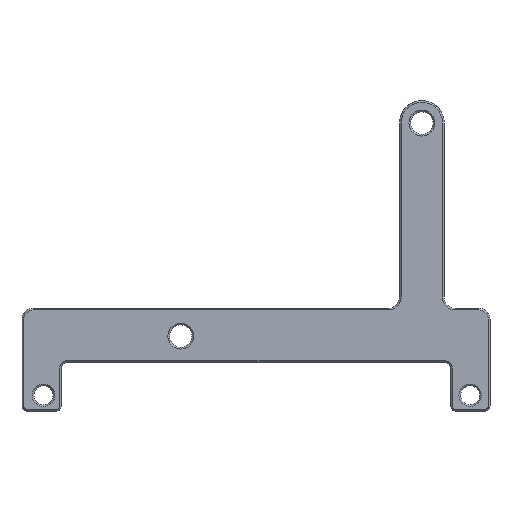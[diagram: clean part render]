
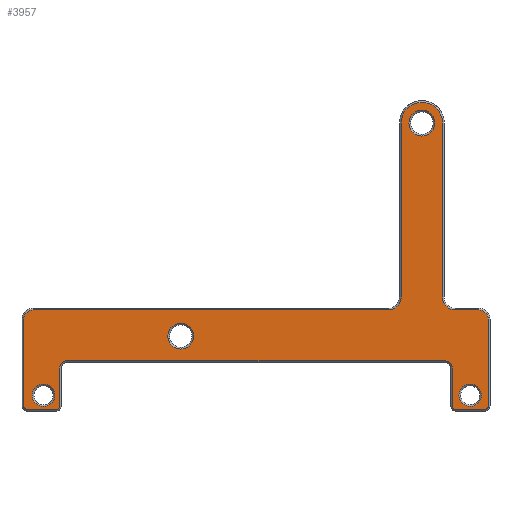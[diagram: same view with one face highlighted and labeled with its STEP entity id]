
A CAD part, front view. The second image highlights one B-rep face of the part: STEP entity #3957.
In plain terms, the highlighted planar face has unit normal (0, -1, 0).
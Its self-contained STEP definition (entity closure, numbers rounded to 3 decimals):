
#119=CIRCLE('',#4139,3.7);
#120=CIRCLE('',#4142,2.3);
#121=CIRCLE('',#4145,1.7);
#122=CIRCLE('',#4148,0.7);
#123=CIRCLE('',#4151,0.7);
#124=CIRCLE('',#4154,1.3);
#125=CIRCLE('',#4157,1.3);
#126=CIRCLE('',#4160,0.7);
#127=CIRCLE('',#4163,0.7);
#128=CIRCLE('',#4166,1.7);
#129=CIRCLE('',#4169,2.3);
#130=CIRCLE('',#4172,2.3);
#131=CIRCLE('',#4173,2.);
#132=CIRCLE('',#4174,2.);
#133=CIRCLE('',#4175,2.3);
#150=FACE_BOUND('',#692,.T.);
#151=FACE_BOUND('',#693,.T.);
#152=FACE_BOUND('',#694,.T.);
#153=FACE_BOUND('',#695,.T.);
#244=PLANE('',#4171);
#458=FACE_OUTER_BOUND('',#691,.T.);
#691=EDGE_LOOP('',(#3606,#3607,#3608,#3609,#3610,#3611,#3612,#3613,#3614,
#3615,#3616,#3617,#3618,#3619,#3620,#3621,#3622,#3623,#3624,#3625,#3626,
#3627));
#692=EDGE_LOOP('',(#3628));
#693=EDGE_LOOP('',(#3629));
#694=EDGE_LOOP('',(#3630));
#695=EDGE_LOOP('',(#3631));
#1011=LINE('',#7402,#1354);
#1014=LINE('',#7410,#1357);
#1017=LINE('',#7418,#1360);
#1020=LINE('',#7426,#1363);
#1023=LINE('',#7434,#1366);
#1026=LINE('',#7442,#1369);
#1029=LINE('',#7450,#1372);
#1032=LINE('',#7458,#1375);
#1035=LINE('',#7466,#1378);
#1038=LINE('',#7474,#1381);
#1040=LINE('',#7480,#1383);
#1354=VECTOR('',#4818,10.);
#1357=VECTOR('',#4827,10.);
#1360=VECTOR('',#4836,10.);
#1363=VECTOR('',#4845,10.);
#1366=VECTOR('',#4854,10.);
#1369=VECTOR('',#4863,10.);
#1372=VECTOR('',#4872,10.);
#1375=VECTOR('',#4881,10.);
#1378=VECTOR('',#4890,10.);
#1381=VECTOR('',#4899,10.);
#1383=VECTOR('',#4907,10.);
#1894=VERTEX_POINT('',#7391);
#1895=VERTEX_POINT('',#7393);
#1896=VERTEX_POINT('',#7400);
#1897=VERTEX_POINT('',#7404);
#1898=VERTEX_POINT('',#7408);
#1899=VERTEX_POINT('',#7412);
#1900=VERTEX_POINT('',#7416);
#1901=VERTEX_POINT('',#7420);
#1902=VERTEX_POINT('',#7424);
#1903=VERTEX_POINT('',#7428);
#1904=VERTEX_POINT('',#7432);
#1905=VERTEX_POINT('',#7436);
#1906=VERTEX_POINT('',#7440);
#1907=VERTEX_POINT('',#7444);
#1908=VERTEX_POINT('',#7448);
#1909=VERTEX_POINT('',#7452);
#1910=VERTEX_POINT('',#7456);
#1911=VERTEX_POINT('',#7460);
#1912=VERTEX_POINT('',#7464);
#1913=VERTEX_POINT('',#7468);
#1914=VERTEX_POINT('',#7472);
#1915=VERTEX_POINT('',#7476);
#1916=VERTEX_POINT('',#7482);
#1917=VERTEX_POINT('',#7484);
#1918=VERTEX_POINT('',#7486);
#1919=VERTEX_POINT('',#7488);
#2446=EDGE_CURVE('',#1894,#1895,#119,.T.);
#2449=EDGE_CURVE('',#1896,#1894,#1011,.T.);
#2451=EDGE_CURVE('',#1897,#1896,#120,.T.);
#2453=EDGE_CURVE('',#1898,#1897,#1014,.T.);
#2455=EDGE_CURVE('',#1899,#1898,#121,.T.);
#2457=EDGE_CURVE('',#1900,#1899,#1017,.T.);
#2459=EDGE_CURVE('',#1901,#1900,#122,.T.);
#2461=EDGE_CURVE('',#1902,#1901,#1020,.T.);
#2463=EDGE_CURVE('',#1903,#1902,#123,.T.);
#2465=EDGE_CURVE('',#1904,#1903,#1023,.T.);
#2467=EDGE_CURVE('',#1905,#1904,#124,.T.);
#2469=EDGE_CURVE('',#1906,#1905,#1026,.T.);
#2471=EDGE_CURVE('',#1907,#1906,#125,.T.);
#2473=EDGE_CURVE('',#1908,#1907,#1029,.T.);
#2475=EDGE_CURVE('',#1909,#1908,#126,.T.);
#2477=EDGE_CURVE('',#1910,#1909,#1032,.T.);
#2479=EDGE_CURVE('',#1911,#1910,#127,.T.);
#2481=EDGE_CURVE('',#1912,#1911,#1035,.T.);
#2483=EDGE_CURVE('',#1913,#1912,#128,.T.);
#2485=EDGE_CURVE('',#1914,#1913,#1038,.T.);
#2487=EDGE_CURVE('',#1915,#1914,#129,.T.);
#2488=EDGE_CURVE('',#1895,#1915,#1040,.T.);
#2489=EDGE_CURVE('',#1916,#1916,#130,.T.);
#2490=EDGE_CURVE('',#1917,#1917,#131,.T.);
#2491=EDGE_CURVE('',#1918,#1918,#132,.T.);
#2492=EDGE_CURVE('',#1919,#1919,#133,.T.);
#3606=ORIENTED_EDGE('',*,*,#2446,.F.);
#3607=ORIENTED_EDGE('',*,*,#2449,.F.);
#3608=ORIENTED_EDGE('',*,*,#2451,.F.);
#3609=ORIENTED_EDGE('',*,*,#2453,.F.);
#3610=ORIENTED_EDGE('',*,*,#2455,.F.);
#3611=ORIENTED_EDGE('',*,*,#2457,.F.);
#3612=ORIENTED_EDGE('',*,*,#2459,.F.);
#3613=ORIENTED_EDGE('',*,*,#2461,.F.);
#3614=ORIENTED_EDGE('',*,*,#2463,.F.);
#3615=ORIENTED_EDGE('',*,*,#2465,.F.);
#3616=ORIENTED_EDGE('',*,*,#2467,.F.);
#3617=ORIENTED_EDGE('',*,*,#2469,.F.);
#3618=ORIENTED_EDGE('',*,*,#2471,.F.);
#3619=ORIENTED_EDGE('',*,*,#2473,.F.);
#3620=ORIENTED_EDGE('',*,*,#2475,.F.);
#3621=ORIENTED_EDGE('',*,*,#2477,.F.);
#3622=ORIENTED_EDGE('',*,*,#2479,.F.);
#3623=ORIENTED_EDGE('',*,*,#2481,.F.);
#3624=ORIENTED_EDGE('',*,*,#2483,.F.);
#3625=ORIENTED_EDGE('',*,*,#2485,.F.);
#3626=ORIENTED_EDGE('',*,*,#2487,.F.);
#3627=ORIENTED_EDGE('',*,*,#2488,.F.);
#3628=ORIENTED_EDGE('',*,*,#2489,.F.);
#3629=ORIENTED_EDGE('',*,*,#2490,.F.);
#3630=ORIENTED_EDGE('',*,*,#2491,.F.);
#3631=ORIENTED_EDGE('',*,*,#2492,.F.);
#3957=ADVANCED_FACE('',(#458,#150,#151,#152,#153),#244,.F.);
#4139=AXIS2_PLACEMENT_3D('',#7394,#4813,#4814);
#4142=AXIS2_PLACEMENT_3D('',#7406,#4822,#4823);
#4145=AXIS2_PLACEMENT_3D('',#7414,#4831,#4832);
#4148=AXIS2_PLACEMENT_3D('',#7422,#4840,#4841);
#4151=AXIS2_PLACEMENT_3D('',#7430,#4849,#4850);
#4154=AXIS2_PLACEMENT_3D('',#7438,#4858,#4859);
#4157=AXIS2_PLACEMENT_3D('',#7446,#4867,#4868);
#4160=AXIS2_PLACEMENT_3D('',#7454,#4876,#4877);
#4163=AXIS2_PLACEMENT_3D('',#7462,#4885,#4886);
#4166=AXIS2_PLACEMENT_3D('',#7470,#4894,#4895);
#4169=AXIS2_PLACEMENT_3D('',#7478,#4903,#4904);
#4171=AXIS2_PLACEMENT_3D('',#7481,#4908,#4909);
#4172=AXIS2_PLACEMENT_3D('',#7483,#4910,#4911);
#4173=AXIS2_PLACEMENT_3D('',#7485,#4912,#4913);
#4174=AXIS2_PLACEMENT_3D('',#7487,#4914,#4915);
#4175=AXIS2_PLACEMENT_3D('',#7489,#4916,#4917);
#4813=DIRECTION('center_axis',(0.,1.,0.));
#4814=DIRECTION('ref_axis',(1.,0.,0.));
#4818=DIRECTION('',(0.,0.,1.));
#4822=DIRECTION('center_axis',(0.,-1.,0.));
#4823=DIRECTION('ref_axis',(0.707,0.,-0.707));
#4827=DIRECTION('',(1.,0.,0.));
#4831=DIRECTION('center_axis',(0.,1.,0.));
#4832=DIRECTION('ref_axis',(-0.707,0.,0.707));
#4836=DIRECTION('',(0.,0.,1.));
#4840=DIRECTION('center_axis',(0.,1.,0.));
#4841=DIRECTION('ref_axis',(-0.707,0.,-0.707));
#4845=DIRECTION('',(-1.,0.,0.));
#4849=DIRECTION('center_axis',(0.,1.,0.));
#4850=DIRECTION('ref_axis',(0.707,0.,-0.707));
#4854=DIRECTION('',(0.,0.,-1.));
#4858=DIRECTION('center_axis',(0.,-1.,0.));
#4859=DIRECTION('ref_axis',(-0.707,0.,0.707));
#4863=DIRECTION('',(-1.,0.,0.));
#4867=DIRECTION('center_axis',(0.,-1.,0.));
#4868=DIRECTION('ref_axis',(0.707,0.,0.707));
#4872=DIRECTION('',(0.,0.,1.));
#4876=DIRECTION('center_axis',(0.,1.,0.));
#4877=DIRECTION('ref_axis',(-0.707,0.,-0.707));
#4881=DIRECTION('',(-1.,0.,0.));
#4885=DIRECTION('center_axis',(0.,1.,0.));
#4886=DIRECTION('ref_axis',(0.707,0.,-0.707));
#4890=DIRECTION('',(0.,0.,-1.));
#4894=DIRECTION('center_axis',(0.,1.,0.));
#4895=DIRECTION('ref_axis',(0.707,0.,0.707));
#4899=DIRECTION('',(1.,0.,0.));
#4903=DIRECTION('center_axis',(0.,-1.,0.));
#4904=DIRECTION('ref_axis',(-0.707,0.,-0.707));
#4907=DIRECTION('',(0.,0.,-1.));
#4908=DIRECTION('center_axis',(0.,1.,0.));
#4909=DIRECTION('ref_axis',(1.,0.,0.));
#4910=DIRECTION('center_axis',(0.,-1.,0.));
#4911=DIRECTION('ref_axis',(1.,0.,0.));
#4912=DIRECTION('center_axis',(0.,-1.,0.));
#4913=DIRECTION('ref_axis',(0.,0.,1.));
#4914=DIRECTION('center_axis',(0.,-1.,0.));
#4915=DIRECTION('ref_axis',(0.,0.,1.));
#4916=DIRECTION('center_axis',(0.,-1.,0.));
#4917=DIRECTION('ref_axis',(1.,0.,0.));
#7391=CARTESIAN_POINT('',(27.68,0.,102.04));
#7393=CARTESIAN_POINT('',(35.056,0.,101.616));
#7394=CARTESIAN_POINT('Origin',(31.38,0.,102.04));
#7400=CARTESIAN_POINT('',(27.68,0.,71.028));
#7402=CARTESIAN_POINT('',(27.68,0.,64.431));
#7404=CARTESIAN_POINT('',(25.38,0.,68.728));
#7406=CARTESIAN_POINT('Origin',(25.38,0.,71.028));
#7408=CARTESIAN_POINT('',(-37.938,0.,68.728));
#7410=CARTESIAN_POINT('',(-19.071,0.,68.728));
#7412=CARTESIAN_POINT('',(-39.638,0.,67.028));
#7414=CARTESIAN_POINT('Origin',(-37.938,0.,67.028));
#7416=CARTESIAN_POINT('',(-39.638,0.,51.64));
#7418=CARTESIAN_POINT('',(-39.638,0.,55.237));
#7420=CARTESIAN_POINT('',(-38.938,0.,50.94));
#7422=CARTESIAN_POINT('Origin',(-38.938,0.,51.64));
#7424=CARTESIAN_POINT('',(-33.938,0.,50.94));
#7426=CARTESIAN_POINT('',(-15.571,0.,50.94));
#7428=CARTESIAN_POINT('',(-33.238,0.,51.64));
#7430=CARTESIAN_POINT('Origin',(-33.938,0.,51.64));
#7432=CARTESIAN_POINT('',(-33.238,0.,58.348));
#7434=CARTESIAN_POINT('',(-33.238,0.,59.591));
#7436=CARTESIAN_POINT('',(-31.937,0.,59.648));
#7438=CARTESIAN_POINT('Origin',(-31.938,0.,58.348));
#7440=CARTESIAN_POINT('',(35.529,0.,59.624));
#7442=CARTESIAN_POINT('',(19.162,0.,59.63));
#7444=CARTESIAN_POINT('',(36.828,0.,58.324));
#7446=CARTESIAN_POINT('Origin',(35.528,0.,58.324));
#7448=CARTESIAN_POINT('',(36.83,0.,51.64));
#7450=CARTESIAN_POINT('',(36.829,0.,55.24));
#7452=CARTESIAN_POINT('',(37.53,0.,50.94));
#7454=CARTESIAN_POINT('Origin',(37.53,0.,51.64));
#7456=CARTESIAN_POINT('',(42.53,0.,50.94));
#7458=CARTESIAN_POINT('',(22.663,0.,50.94));
#7460=CARTESIAN_POINT('',(43.23,0.,51.64));
#7462=CARTESIAN_POINT('Origin',(42.53,0.,51.64));
#7464=CARTESIAN_POINT('',(43.23,0.,67.028));
#7466=CARTESIAN_POINT('',(43.23,0.,64.431));
#7468=CARTESIAN_POINT('',(41.53,0.,68.728));
#7470=CARTESIAN_POINT('Origin',(41.53,0.,67.028));
#7472=CARTESIAN_POINT('',(37.356,0.,68.728));
#7474=CARTESIAN_POINT('',(18.576,0.,68.728));
#7476=CARTESIAN_POINT('',(35.056,0.,71.028));
#7478=CARTESIAN_POINT('Origin',(37.356,0.,71.028));
#7480=CARTESIAN_POINT('',(35.056,0.,80.717));
#7481=CARTESIAN_POINT('Origin',(1.796,0.,59.834));
#7482=CARTESIAN_POINT('',(-13.92,0.,64.04));
#7483=CARTESIAN_POINT('Origin',(-11.62,0.,64.04));
#7484=CARTESIAN_POINT('',(-36.1,0.,51.5));
#7485=CARTESIAN_POINT('Origin',(-36.1,0.,53.5));
#7486=CARTESIAN_POINT('',(40.,0.,51.5));
#7487=CARTESIAN_POINT('Origin',(40.,0.,53.5));
#7488=CARTESIAN_POINT('',(29.08,0.,102.04));
#7489=CARTESIAN_POINT('Origin',(31.38,0.,102.04));
